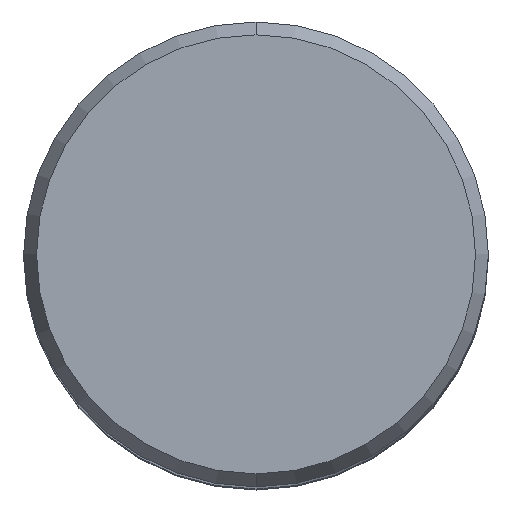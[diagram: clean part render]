
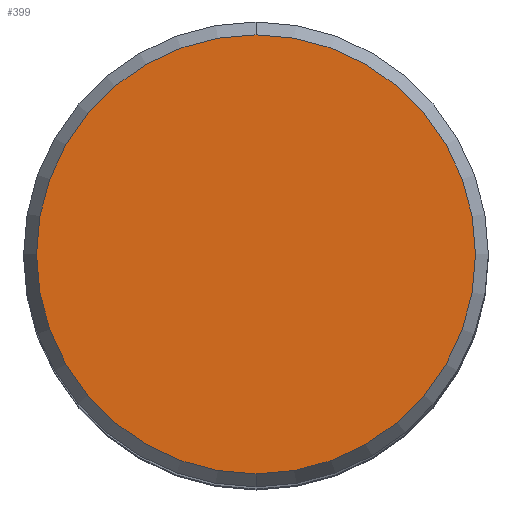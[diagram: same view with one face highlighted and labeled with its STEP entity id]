
A CAD part, top view. The second image highlights one B-rep face of the part: STEP entity #399.
In plain terms, the highlighted planar face has unit normal (0, 0, 1).
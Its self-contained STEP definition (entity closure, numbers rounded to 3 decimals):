
#301=VERTEX_POINT('',#769);
#329=EDGE_CURVE('',#301,#407,#800,.T.);
#399=ADVANCED_FACE('',(#880),#881,.T.);
#403=EDGE_CURVE('',#407,#301,#885,.T.);
#407=VERTEX_POINT('',#889);
#769=CARTESIAN_POINT('',(0.0,11.807,0.0));
#800=CIRCLE('',#1420,11.807);
#880=FACE_OUTER_BOUND('',#1580,.T.);
#881=PLANE('',#1581);
#885=CIRCLE('',#1588,11.807);
#889=CARTESIAN_POINT('',(0.,-11.807,0.0));
#1420=AXIS2_PLACEMENT_3D('',#2192,#2193,#2194);
#1580=EDGE_LOOP('',(#2328,#2329));
#1581=AXIS2_PLACEMENT_3D('',#2330,#2331,#2332);
#1588=AXIS2_PLACEMENT_3D('',#2334,#2335,#2336);
#2192=CARTESIAN_POINT('',(0.0,0.0,0.0));
#2193=DIRECTION('',(0.0,0.0,-1.0));
#2194=DIRECTION('',(0.0,1.0,0.0));
#2328=ORIENTED_EDGE('',*,*,#329,.F.);
#2329=ORIENTED_EDGE('',*,*,#403,.F.);
#2330=CARTESIAN_POINT('',(0.0,5.904,0.0));
#2331=DIRECTION('',(-0.0,0.0,1.0));
#2332=DIRECTION('',(0.0,-1.0,0.0));
#2334=CARTESIAN_POINT('',(0.0,0.0,0.0));
#2335=DIRECTION('',(0.0,0.0,-1.0));
#2336=DIRECTION('',(0.0,1.0,0.0));
